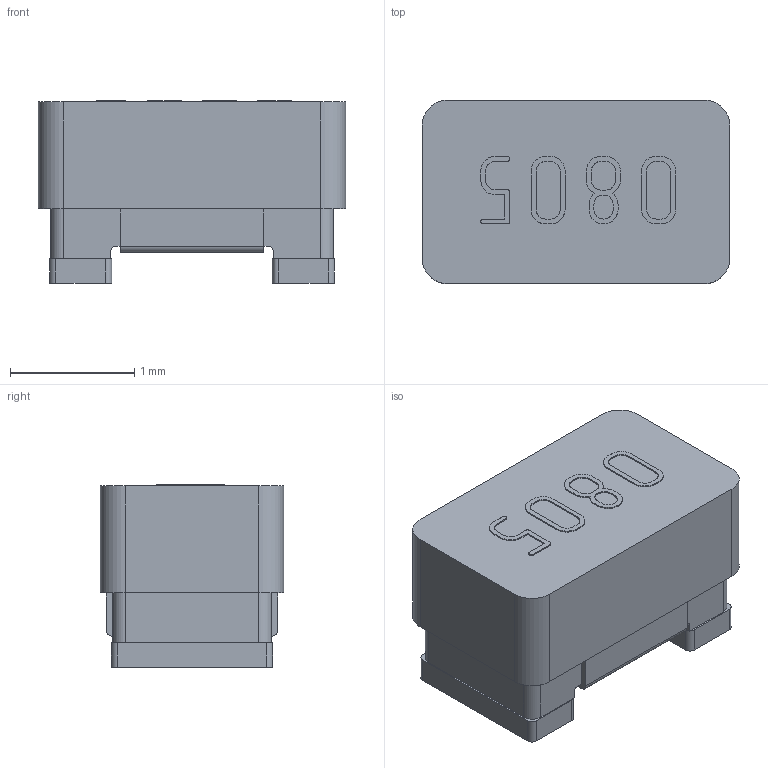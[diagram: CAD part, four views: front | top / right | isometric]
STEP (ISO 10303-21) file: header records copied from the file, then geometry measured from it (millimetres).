
FILE_DESCRIPTION(('STEP AP214'), '1');
FILE_NAME('SMD0805L', '', ('UNSPECIFIED'), ('UNSPECIFIED'), 'C3D Converter', 'C3D Toolkit', '');
FILE_SCHEMA(('AUTOMOTIVE_DESIGN { 1 0 10303 214 3 1 1}'));
Length unit declared in the file: millimetre
Bounding box: 2.47 x 1.48 x 1.47 mm (x, y, z)
Volume: 4.1 mm3; surface area: 38.5 mm2
Topology: 4 solids, 4 shells, 207 faces, 564 edges, 376 vertices
Faces by surface type: plane 97, extrusion 82, cylinder 28
Entity records: 8218 total; most frequent: CARTESIAN_POINT 1640, ORIENTED_EDGE 1128, DIRECTION 790, EDGE_CURVE 564, VECTOR 426, VERTEX_POINT 376, LINE 344, B_SPLINE_CURVE_WITH_KNOTS 246
